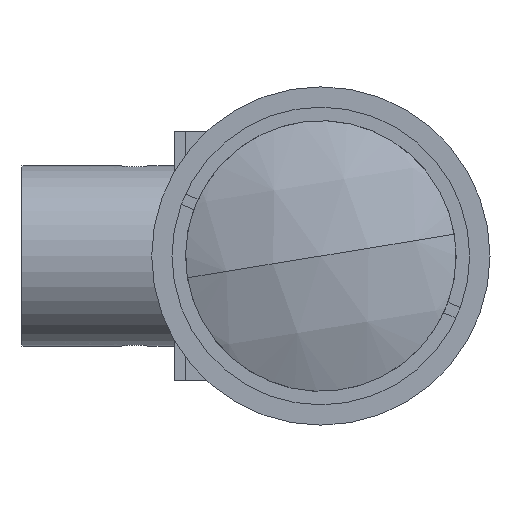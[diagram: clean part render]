
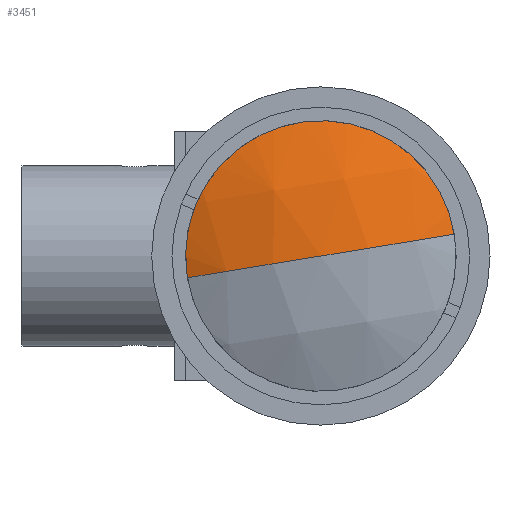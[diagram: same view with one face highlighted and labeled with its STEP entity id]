
A CAD part, left-side view. The second image highlights one B-rep face of the part: STEP entity #3451.
In plain terms, the highlighted spherical face has radius 28.98 mm.
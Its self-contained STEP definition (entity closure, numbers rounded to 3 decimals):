
#219 = SPHERICAL_SURFACE ( 'NONE', #1869, 28.98 ) ;
#253 = EDGE_LOOP ( 'NONE', ( #3257, #3455, #1897 ) ) ;
#300 = VERTEX_POINT ( 'NONE', #3560 ) ;
#485 = DIRECTION ( 'NONE',  ( -1., 0., 0. ) ) ;
#522 = CARTESIAN_POINT ( 'NONE',  ( 30.427, 0., 0. ) ) ;
#623 = CIRCLE ( 'NONE', #1630, 28.98 ) ;
#674 = DIRECTION ( 'NONE',  ( 0., -0.987, 0.161 ) ) ;
#802 = DIRECTION ( 'NONE',  ( 0., -0.161, -0.987 ) ) ;
#816 = EDGE_CURVE ( 'NONE', #3618, #1948, #1653, .T. ) ;
#906 = CARTESIAN_POINT ( 'NONE',  ( 30.427, 0., 0. ) ) ;
#938 = CARTESIAN_POINT ( 'NONE',  ( 4.281, 12.337, -2.011 ) ) ;
#1008 = AXIS2_PLACEMENT_3D ( 'NONE', #2548, #485, #1626 ) ;
#1594 = DIRECTION ( 'NONE',  ( 0., 0.161, 0.987 ) ) ;
#1626 = DIRECTION ( 'NONE',  ( 0., 0.161, 0.987 ) ) ;
#1630 = AXIS2_PLACEMENT_3D ( 'NONE', #522, #802, #1927 ) ;
#1653 = CIRCLE ( 'NONE', #1008, 12.5 ) ;
#1869 = AXIS2_PLACEMENT_3D ( 'NONE', #906, #3397, #2027 ) ;
#1896 = FACE_OUTER_BOUND ( 'NONE', #253, .T. ) ;
#1897 = ORIENTED_EDGE ( 'NONE', *, *, #1951, .T. ) ;
#1927 = DIRECTION ( 'NONE',  ( 0., 0.987, -0.161 ) ) ;
#1948 = VERTEX_POINT ( 'NONE', #938 ) ;
#1951 = EDGE_CURVE ( 'NONE', #1948, #300, #1986, .T. ) ;
#1986 = CIRCLE ( 'NONE', #2432, 28.98 ) ;
#2000 = EDGE_CURVE ( 'NONE', #3618, #300, #623, .T. ) ;
#2027 = DIRECTION ( 'NONE',  ( 0., 0.987, -0.161 ) ) ;
#2267 = CARTESIAN_POINT ( 'NONE',  ( 4.281, -12.337, 2.011 ) ) ;
#2268 = CARTESIAN_POINT ( 'NONE',  ( 30.427, 0., 0. ) ) ;
#2432 = AXIS2_PLACEMENT_3D ( 'NONE', #2268, #1594, #674 ) ;
#2548 = CARTESIAN_POINT ( 'NONE',  ( 4.281, 0., 0. ) ) ;
#3257 = ORIENTED_EDGE ( 'NONE', *, *, #2000, .F. ) ;
#3397 = DIRECTION ( 'NONE',  ( 0., -0.161, -0.987 ) ) ;
#3451 = ADVANCED_FACE ( 'NONE', ( #1896 ), #219, .T. ) ;
#3455 = ORIENTED_EDGE ( 'NONE', *, *, #816, .T. ) ;
#3560 = CARTESIAN_POINT ( 'NONE',  ( 1.447, 0., 0. ) ) ;
#3618 = VERTEX_POINT ( 'NONE', #2267 ) ;
